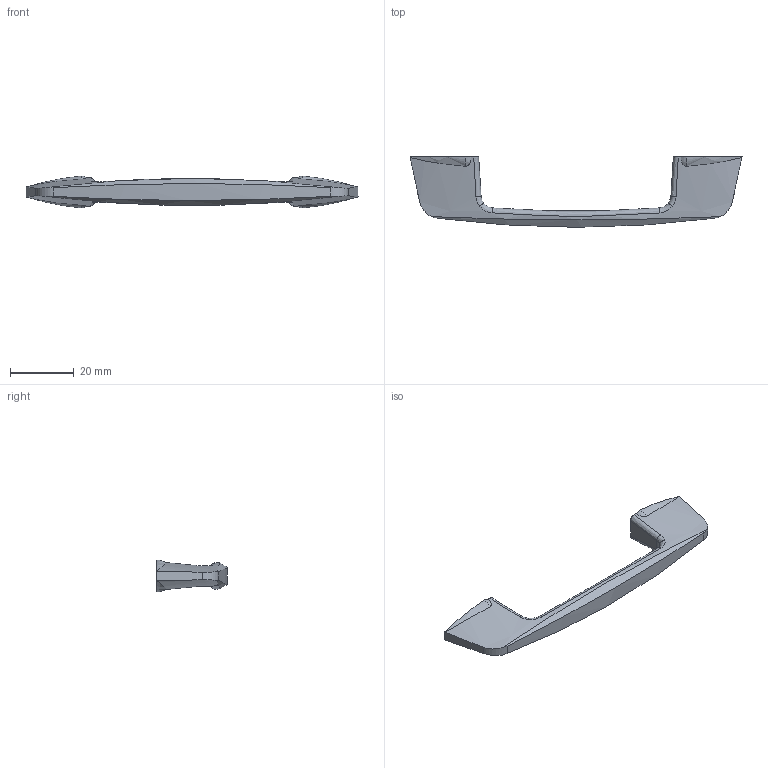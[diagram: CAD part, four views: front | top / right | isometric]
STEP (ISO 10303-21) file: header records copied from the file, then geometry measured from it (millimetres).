
FILE_DESCRIPTION( (''), '2;1');
FILE_NAME ('PC013.1188.THA_108S_24310.stp','2024-05-30T20:06:19',(''),(''),'spGate 19.8.4 (****-****-****-****)','','');
FILE_SCHEMA (('AUTOMOTIVE_DESIGN'));
Length unit declared in the file: millimetre
Bounding box: 104 x 22 x 10 mm (x, y, z)
Volume: 6046.8 mm3; surface area: 3941.3 mm2
Topology: 1 solids, 1 shells, 46 faces, 139 edges, 97 vertices
Faces by surface type: bspline 26, cylinder 12, plane 8
Entity records: 4746 total; most frequent: CARTESIAN_POINT 2683, ORIENTED_EDGE 278, COLOUR_RGB 186, PRESENTATION_STYLE_ASSIGNMENT 186, STYLED_ITEM 186, DIRECTION 151, EDGE_CURVE 139, DRAUGHTING_PRE_DEFINED_CURVE_FONT 139
